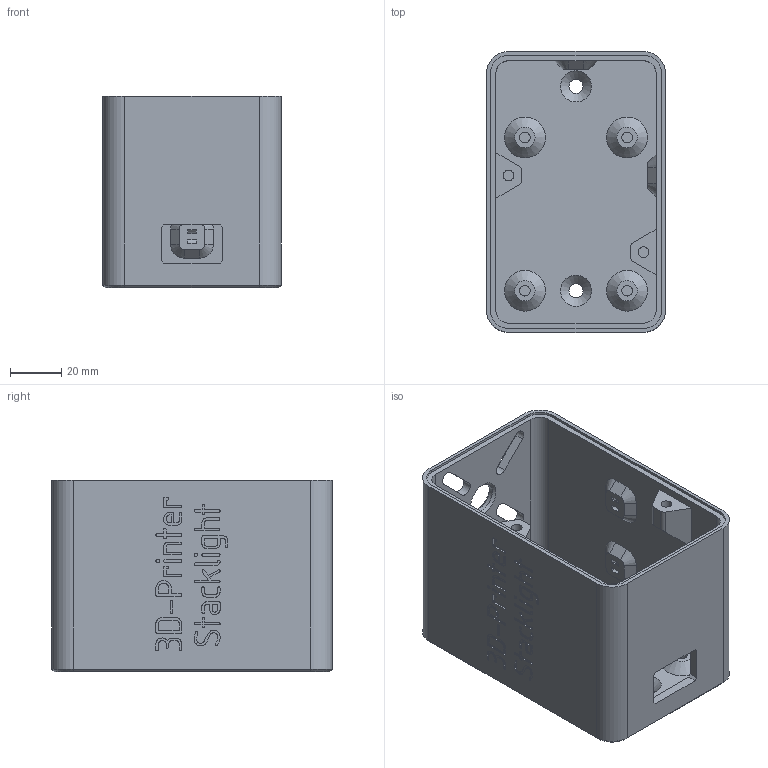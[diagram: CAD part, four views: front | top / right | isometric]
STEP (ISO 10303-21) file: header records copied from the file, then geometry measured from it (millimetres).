
FILE_DESCRIPTION(('FreeCAD Model'),'2;1');
FILE_NAME('Open CASCADE Shape Model','2024-11-04T22:22:07',(''),(''), 'Open CASCADE STEP processor 7.6','FreeCAD','Unknown');
FILE_SCHEMA(('AUTOMOTIVE_DESIGN { 1 0 10303 214 1 1 1 1 }'));
Length unit declared in the file: millimetre
Products named in the file (1): Stacklight Mount
Bounding box: 70 x 110 x 75 mm (x, y, z)
Volume: 124022.4 mm3; surface area: 65084.6 mm2
Topology: 1 solids, 1 shells, 502 faces, 1436 edges, 900 vertices
Faces by surface type: extrusion 249, plane 190, cylinder 39, cone 24
Full cylindrical faces by diameter (mm): 4.15 x6, 5.5 x2, 12 x1
Entity records: 16058 total; most frequent: CARTESIAN_POINT 4281, ORIENTED_EDGE 2712, DIRECTION 1705, EDGE_CURVE 1356, VECTOR 961, VERTEX_POINT 900, B_SPLINE_CURVE_WITH_KNOTS 775, LINE 712
